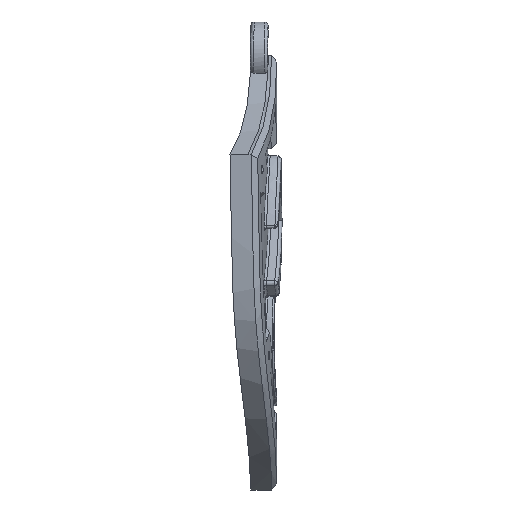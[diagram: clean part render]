
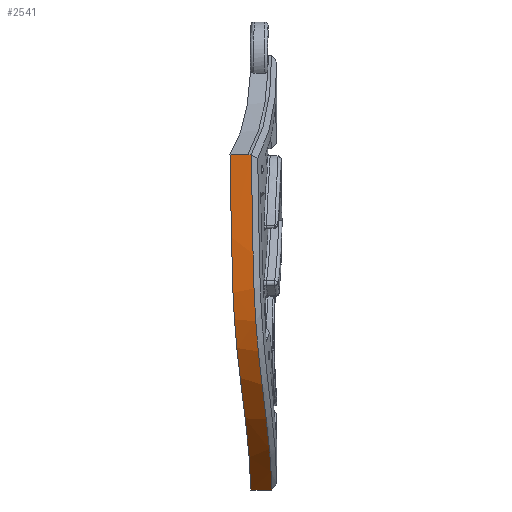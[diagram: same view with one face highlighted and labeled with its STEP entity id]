
A CAD part, left-side view. The second image highlights one B-rep face of the part: STEP entity #2541.
In plain terms, the highlighted free-form (B-spline) face has degree [3, 1] with [10, 2] control points.
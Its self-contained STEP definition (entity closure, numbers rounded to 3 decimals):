
#95=LINE('',#7900,#158);
#106=LINE('',#9178,#169);
#107=LINE('',#9190,#170);
#158=VECTOR('',#2905,10.);
#169=VECTOR('',#2928,10.);
#170=VECTOR('',#2929,10.);
#290=FACE_OUTER_BOUND('',#449,.T.);
#449=EDGE_LOOP('',(#1915,#1916,#1917,#1918,#1919,#1920));
#676=B_SPLINE_CURVE_WITH_KNOTS('',3,(#9106,#9107,#9108,#9109,#9110,#9111,
#9112,#9113,#9114,#9115,#9116),.UNSPECIFIED.,.F.,.F.,(4,1,1,1,1,1,1,1,4),
(-1.719,-1.535,-1.474,-1.228,
-1.105,-0.983,-0.491,-0.307,
0.),.UNSPECIFIED.);
#678=B_SPLINE_CURVE_WITH_KNOTS('',3,(#9148,#9149,#9150,#9151),
 .UNSPECIFIED.,.F.,.F.,(4,4),(-0.044,-0.043),
 .UNSPECIFIED.);
#680=B_SPLINE_CURVE_WITH_KNOTS('',3,(#9180,#9181,#9182,#9183,#9184,#9185,
#9186,#9187,#9188,#9189),.UNSPECIFIED.,.F.,.F.,(4,2,2,2,4),(0.,0.539,
0.953,1.261,1.607),.UNSPECIFIED.);
#993=VERTEX_POINT('',#7857);
#995=VERTEX_POINT('',#7899);
#1023=VERTEX_POINT('',#9020);
#1025=VERTEX_POINT('',#9098);
#1026=VERTEX_POINT('',#9141);
#1027=VERTEX_POINT('',#9179);
#1313=EDGE_CURVE('',#995,#993,#95,.T.);
#1357=EDGE_CURVE('',#1025,#1023,#676,.T.);
#1359=EDGE_CURVE('',#1026,#1025,#678,.T.);
#1361=EDGE_CURVE('',#995,#1026,#106,.T.);
#1362=EDGE_CURVE('',#1027,#993,#680,.T.);
#1363=EDGE_CURVE('',#1023,#1027,#107,.T.);
#1915=ORIENTED_EDGE('',*,*,#1357,.F.);
#1916=ORIENTED_EDGE('',*,*,#1359,.F.);
#1917=ORIENTED_EDGE('',*,*,#1361,.F.);
#1918=ORIENTED_EDGE('',*,*,#1313,.T.);
#1919=ORIENTED_EDGE('',*,*,#1362,.F.);
#1920=ORIENTED_EDGE('',*,*,#1363,.F.);
#2418=B_SPLINE_SURFACE_WITH_KNOTS('',3,1,((#9158,#9159),(#9160,#9161),(#9162,
#9163),(#9164,#9165),(#9166,#9167),(#9168,#9169),(#9170,#9171),(#9172,#9173),
(#9174,#9175),(#9176,#9177)),.UNSPECIFIED.,.F.,.F.,.F.,(4,2,2,2,4),(2,2),
(-1.719,-1.353,-1.018,-0.568,
0.),(-0.318,0.118),.UNSPECIFIED.);
#2541=ADVANCED_FACE('',(#290),#2418,.T.);
#2905=DIRECTION('',(0.,1.,0.));
#2928=DIRECTION('',(0.,-1.,0.));
#2929=DIRECTION('',(0.,1.,0.));
#7857=CARTESIAN_POINT('',(-10.196,-42.802,6.792));
#7899=CARTESIAN_POINT('',(-10.196,-43.83,6.792));
#7900=CARTESIAN_POINT('',(-10.196,-43.83,6.792));
#9020=CARTESIAN_POINT('',(0.,-45.2,-12.527));
#9098=CARTESIAN_POINT('',(-10.195,-44.03,6.785));
#9106=CARTESIAN_POINT('Ctrl Pts',(-10.195,-44.03,6.785));
#9107=CARTESIAN_POINT('Ctrl Pts',(-10.06,-44.061,5.268));
#9108=CARTESIAN_POINT('Ctrl Pts',(-9.948,-44.087,3.667));
#9109=CARTESIAN_POINT('Ctrl Pts',(-9.77,-44.126,1.154));
#9110=CARTESIAN_POINT('Ctrl Pts',(-9.609,-44.163,-0.584));
#9111=CARTESIAN_POINT('Ctrl Pts',(-9.142,-44.262,-2.553));
#9112=CARTESIAN_POINT('Ctrl Pts',(-7.952,-44.504,-5.551));
#9113=CARTESIAN_POINT('Ctrl Pts',(-5.623,-44.891,-8.243));
#9114=CARTESIAN_POINT('Ctrl Pts',(-2.451,-45.154,-10.944));
#9115=CARTESIAN_POINT('Ctrl Pts',(-0.877,-45.2,-12.009));
#9116=CARTESIAN_POINT('Ctrl Pts',(0.,-45.2,-12.527));
#9141=CARTESIAN_POINT('',(-10.196,-44.023,6.792));
#9148=CARTESIAN_POINT('Ctrl Pts',(-10.196,-44.023,6.792));
#9149=CARTESIAN_POINT('Ctrl Pts',(-10.196,-44.025,6.789));
#9150=CARTESIAN_POINT('Ctrl Pts',(-10.196,-44.027,6.787));
#9151=CARTESIAN_POINT('Ctrl Pts',(-10.195,-44.03,6.785));
#9158=CARTESIAN_POINT('Ctrl Pts',(-10.196,-40.649,6.792));
#9159=CARTESIAN_POINT('Ctrl Pts',(-10.196,-45.01,6.792));
#9160=CARTESIAN_POINT('Ctrl Pts',(-9.926,-40.712,3.77));
#9161=CARTESIAN_POINT('Ctrl Pts',(-9.926,-45.073,3.77));
#9162=CARTESIAN_POINT('Ctrl Pts',(-9.861,-40.726,2.019));
#9163=CARTESIAN_POINT('Ctrl Pts',(-9.861,-45.087,2.019));
#9164=CARTESIAN_POINT('Ctrl Pts',(-9.54,-40.797,-0.934));
#9165=CARTESIAN_POINT('Ctrl Pts',(-9.54,-45.158,-0.934));
#9166=CARTESIAN_POINT('Ctrl Pts',(-9.295,-40.853,-2.235));
#9167=CARTESIAN_POINT('Ctrl Pts',(-9.295,-45.214,-2.235));
#9168=CARTESIAN_POINT('Ctrl Pts',(-7.949,-41.119,-5.397));
#9169=CARTESIAN_POINT('Ctrl Pts',(-7.949,-45.48,-5.397));
#9170=CARTESIAN_POINT('Ctrl Pts',(-6.72,-41.336,-6.962));
#9171=CARTESIAN_POINT('Ctrl Pts',(-6.72,-45.697,-6.962));
#9172=CARTESIAN_POINT('Ctrl Pts',(-3.621,-41.707,-10.094));
#9173=CARTESIAN_POINT('Ctrl Pts',(-3.621,-46.068,-10.094));
#9174=CARTESIAN_POINT('Ctrl Pts',(-1.631,-41.819,-11.564));
#9175=CARTESIAN_POINT('Ctrl Pts',(-1.631,-46.181,-11.564));
#9176=CARTESIAN_POINT('Ctrl Pts',(0.,-41.819,
-12.527));
#9177=CARTESIAN_POINT('Ctrl Pts',(0.,-46.181,
-12.527));
#9178=CARTESIAN_POINT('',(-10.196,-43.83,6.792));
#9179=CARTESIAN_POINT('',(0.,-44.,-12.527));
#9180=CARTESIAN_POINT('Ctrl Pts',(0.,-44.,-12.527));
#9181=CARTESIAN_POINT('Ctrl Pts',(-1.546,-44.,-11.614));
#9182=CARTESIAN_POINT('Ctrl Pts',(-3.434,-43.899,-10.234));
#9183=CARTESIAN_POINT('Ctrl Pts',(-6.415,-43.549,-7.303));
#9184=CARTESIAN_POINT('Ctrl Pts',(-7.739,-43.323,-5.734));
#9185=CARTESIAN_POINT('Ctrl Pts',(-9.226,-43.027,-2.493));
#9186=CARTESIAN_POINT('Ctrl Pts',(-9.5,-42.963,-1.177));
#9187=CARTESIAN_POINT('Ctrl Pts',(-9.853,-42.883,1.83));
#9188=CARTESIAN_POINT('Ctrl Pts',(-9.912,-42.87,3.615));
#9189=CARTESIAN_POINT('Ctrl Pts',(-10.196,-42.802,6.792));
#9190=CARTESIAN_POINT('',(0.,-45.,-12.527));
